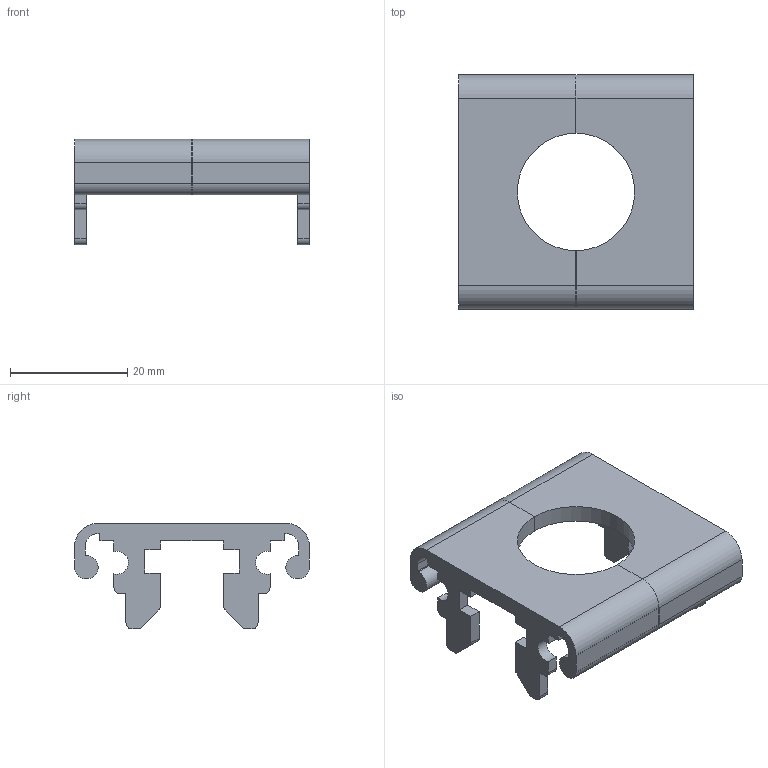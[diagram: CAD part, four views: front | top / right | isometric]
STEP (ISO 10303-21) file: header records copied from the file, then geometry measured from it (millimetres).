
FILE_DESCRIPTION(/* description */ (''),/* implementation_level */ '2;1');
FILE_NAME(/* name */ '14003_KriTec_Kabeldurchfuehrung_Deckel_40_fuer_Kabelkanal_Stecksystem.stp',/* time_stamp */ '2015-07-10T09:52:48+02:00',/* author */ ('kostic'),/* organization */ (''),/* preprocessor_version */ 'ST-DEVELOPER v15.2',/* originating_system */ 'Autodesk Inventor 2014',/* authorisation */ '');
FILE_SCHEMA (('CONFIG_CONTROL_DESIGN'));
Length unit declared in the file: millimetre
Products named in the file (3): 1; 2; 14003_KriTec_Kabeldurchfuehrung_Deckel_40_fuer_Kabelkanal-Stecksystem
Assembly tree (2 placements, depth 2):
  14003_KriTec_Kabeldurchfuehrung_Deckel_40_fuer_Kabelkanal-Stecksystem
    1
    2
Bounding box: 40 x 40 x 18 mm (x, y, z)
Volume: 5505.5 mm3; surface area: 5634.2 mm2
Topology: 2 solids, 2 shells, 124 faces, 348 edges, 232 vertices
Faces by surface type: plane 82, cylinder 42
Full cylindrical faces by diameter (mm): 1.8 x2, 1.9 x2
Entity records: 4055 total; most frequent: CARTESIAN_POINT 705, ORIENTED_EDGE 688, DIRECTION 686, EDGE_CURVE 344, LINE 260, VECTOR 260, VERTEX_POINT 232, AXIS2_PLACEMENT_3D 213
